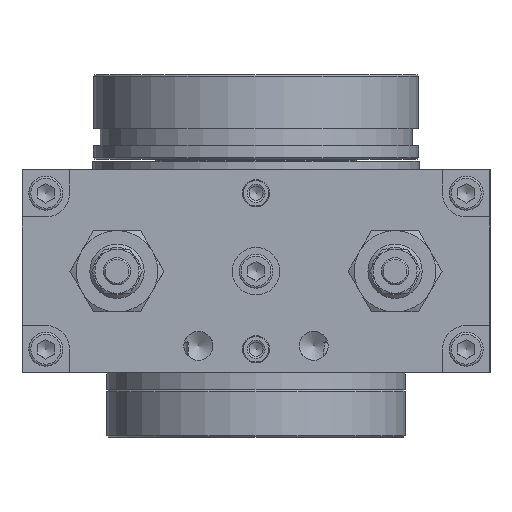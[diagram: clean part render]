
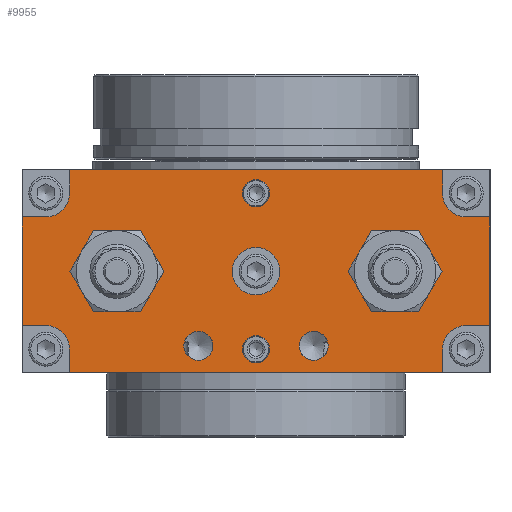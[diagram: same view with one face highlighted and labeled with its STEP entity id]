
A CAD part, front view. The second image highlights one B-rep face of the part: STEP entity #9955.
In plain terms, the highlighted face is planar.
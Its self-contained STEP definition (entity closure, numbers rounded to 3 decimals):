
#567=FACE_BOUND('',#1727,.T.);
#568=FACE_BOUND('',#1728,.T.);
#569=FACE_BOUND('',#1729,.T.);
#570=FACE_BOUND('',#1730,.T.);
#571=FACE_BOUND('',#1731,.T.);
#572=FACE_BOUND('',#1732,.T.);
#573=FACE_BOUND('',#1733,.T.);
#716=PLANE('',#10863);
#1149=FACE_OUTER_BOUND('',#1726,.T.);
#1726=EDGE_LOOP('',(#7455,#7456,#7457,#7458,#7459,#7460,#7461,#7462,#7463,
#7464,#7465,#7466,#7467,#7468,#7469,#7470));
#1727=EDGE_LOOP('',(#7471,#7472));
#1728=EDGE_LOOP('',(#7473,#7474));
#1729=EDGE_LOOP('',(#7475,#7476));
#1730=EDGE_LOOP('',(#7477,#7478));
#1731=EDGE_LOOP('',(#7479,#7480));
#1732=EDGE_LOOP('',(#7481,#7482));
#1733=EDGE_LOOP('',(#7483,#7484));
#2326=CIRCLE('',#10774,6.918);
#2327=CIRCLE('',#10775,6.918);
#2329=CIRCLE('',#10778,6.918);
#2330=CIRCLE('',#10779,6.918);
#2338=CIRCLE('',#10792,4.283);
#2339=CIRCLE('',#10793,4.283);
#2343=CIRCLE('',#10800,4.283);
#2344=CIRCLE('',#10801,4.283);
#2346=CIRCLE('',#10804,4.);
#2347=CIRCLE('',#10805,4.);
#2349=CIRCLE('',#10808,4.);
#2350=CIRCLE('',#10809,4.);
#2354=CIRCLE('',#10815,7.);
#2355=CIRCLE('',#10816,7.);
#2370=CIRCLE('',#10839,7.);
#2372=CIRCLE('',#10845,7.);
#2374=CIRCLE('',#10851,7.);
#2376=CIRCLE('',#10857,7.);
#2762=LINE('',#14686,#3609);
#2770=LINE('',#14705,#3617);
#2772=LINE('',#14711,#3619);
#2780=LINE('',#14730,#3627);
#2782=LINE('',#14736,#3629);
#2790=LINE('',#14755,#3637);
#2792=LINE('',#14761,#3639);
#2800=LINE('',#14780,#3647);
#2801=LINE('',#14782,#3648);
#2807=LINE('',#14792,#3654);
#2808=LINE('',#14794,#3655);
#2812=LINE('',#14800,#3659);
#3609=VECTOR('',#12070,10.);
#3617=VECTOR('',#12088,10.);
#3619=VECTOR('',#12092,10.);
#3627=VECTOR('',#12110,10.);
#3629=VECTOR('',#12114,10.);
#3637=VECTOR('',#12132,10.);
#3639=VECTOR('',#12136,10.);
#3647=VECTOR('',#12154,10.);
#3648=VECTOR('',#12157,10.);
#3654=VECTOR('',#12165,10.);
#3655=VECTOR('',#12168,10.);
#3659=VECTOR('',#12174,10.);
#4462=VERTEX_POINT('',#14468);
#4463=VERTEX_POINT('',#14470);
#4465=VERTEX_POINT('',#14476);
#4466=VERTEX_POINT('',#14478);
#4484=VERTEX_POINT('',#14595);
#4485=VERTEX_POINT('',#14597);
#4489=VERTEX_POINT('',#14611);
#4490=VERTEX_POINT('',#14613);
#4492=VERTEX_POINT('',#14619);
#4493=VERTEX_POINT('',#14621);
#4495=VERTEX_POINT('',#14627);
#4496=VERTEX_POINT('',#14629);
#4500=VERTEX_POINT('',#14640);
#4501=VERTEX_POINT('',#14642);
#4515=VERTEX_POINT('',#14682);
#4517=VERTEX_POINT('',#14685);
#4522=VERTEX_POINT('',#14699);
#4523=VERTEX_POINT('',#14703);
#4524=VERTEX_POINT('',#14707);
#4526=VERTEX_POINT('',#14710);
#4531=VERTEX_POINT('',#14724);
#4532=VERTEX_POINT('',#14728);
#4533=VERTEX_POINT('',#14732);
#4535=VERTEX_POINT('',#14735);
#4540=VERTEX_POINT('',#14749);
#4541=VERTEX_POINT('',#14753);
#4542=VERTEX_POINT('',#14757);
#4544=VERTEX_POINT('',#14760);
#4549=VERTEX_POINT('',#14774);
#4550=VERTEX_POINT('',#14778);
#5540=EDGE_CURVE('',#4463,#4462,#2326,.T.);
#5541=EDGE_CURVE('',#4462,#4463,#2327,.T.);
#5544=EDGE_CURVE('',#4466,#4465,#2329,.T.);
#5545=EDGE_CURVE('',#4465,#4466,#2330,.T.);
#5568=EDGE_CURVE('',#4485,#4484,#2338,.T.);
#5569=EDGE_CURVE('',#4484,#4485,#2339,.T.);
#5576=EDGE_CURVE('',#4490,#4489,#2343,.T.);
#5577=EDGE_CURVE('',#4489,#4490,#2344,.T.);
#5580=EDGE_CURVE('',#4493,#4492,#2346,.T.);
#5581=EDGE_CURVE('',#4492,#4493,#2347,.T.);
#5584=EDGE_CURVE('',#4496,#4495,#2349,.T.);
#5585=EDGE_CURVE('',#4495,#4496,#2350,.T.);
#5590=EDGE_CURVE('',#4501,#4500,#2354,.T.);
#5591=EDGE_CURVE('',#4500,#4501,#2355,.T.);
#5611=EDGE_CURVE('',#4517,#4515,#2762,.T.);
#5618=EDGE_CURVE('',#4522,#4517,#2370,.T.);
#5621=EDGE_CURVE('',#4523,#4522,#2770,.T.);
#5623=EDGE_CURVE('',#4526,#4524,#2772,.T.);
#5630=EDGE_CURVE('',#4531,#4526,#2372,.T.);
#5633=EDGE_CURVE('',#4532,#4531,#2780,.T.);
#5635=EDGE_CURVE('',#4535,#4533,#2782,.T.);
#5642=EDGE_CURVE('',#4540,#4535,#2374,.T.);
#5645=EDGE_CURVE('',#4541,#4540,#2790,.T.);
#5647=EDGE_CURVE('',#4544,#4542,#2792,.T.);
#5654=EDGE_CURVE('',#4549,#4544,#2376,.T.);
#5657=EDGE_CURVE('',#4550,#4549,#2800,.T.);
#5658=EDGE_CURVE('',#4533,#4532,#2801,.T.);
#5664=EDGE_CURVE('',#4515,#4541,#2807,.T.);
#5665=EDGE_CURVE('',#4542,#4523,#2808,.T.);
#5669=EDGE_CURVE('',#4524,#4550,#2812,.T.);
#7455=ORIENTED_EDGE('',*,*,#5611,.T.);
#7456=ORIENTED_EDGE('',*,*,#5664,.T.);
#7457=ORIENTED_EDGE('',*,*,#5645,.T.);
#7458=ORIENTED_EDGE('',*,*,#5642,.T.);
#7459=ORIENTED_EDGE('',*,*,#5635,.T.);
#7460=ORIENTED_EDGE('',*,*,#5658,.T.);
#7461=ORIENTED_EDGE('',*,*,#5633,.T.);
#7462=ORIENTED_EDGE('',*,*,#5630,.T.);
#7463=ORIENTED_EDGE('',*,*,#5623,.T.);
#7464=ORIENTED_EDGE('',*,*,#5669,.T.);
#7465=ORIENTED_EDGE('',*,*,#5657,.T.);
#7466=ORIENTED_EDGE('',*,*,#5654,.T.);
#7467=ORIENTED_EDGE('',*,*,#5647,.T.);
#7468=ORIENTED_EDGE('',*,*,#5665,.T.);
#7469=ORIENTED_EDGE('',*,*,#5621,.T.);
#7470=ORIENTED_EDGE('',*,*,#5618,.T.);
#7471=ORIENTED_EDGE('',*,*,#5540,.T.);
#7472=ORIENTED_EDGE('',*,*,#5541,.T.);
#7473=ORIENTED_EDGE('',*,*,#5544,.T.);
#7474=ORIENTED_EDGE('',*,*,#5545,.T.);
#7475=ORIENTED_EDGE('',*,*,#5568,.T.);
#7476=ORIENTED_EDGE('',*,*,#5569,.T.);
#7477=ORIENTED_EDGE('',*,*,#5576,.T.);
#7478=ORIENTED_EDGE('',*,*,#5577,.T.);
#7479=ORIENTED_EDGE('',*,*,#5580,.T.);
#7480=ORIENTED_EDGE('',*,*,#5581,.T.);
#7481=ORIENTED_EDGE('',*,*,#5584,.T.);
#7482=ORIENTED_EDGE('',*,*,#5585,.T.);
#7483=ORIENTED_EDGE('',*,*,#5590,.T.);
#7484=ORIENTED_EDGE('',*,*,#5591,.T.);
#9955=ADVANCED_FACE('',(#1149,#567,#568,#569,#570,#571,#572,#573),#716,
 .T.);
#10774=AXIS2_PLACEMENT_3D('',#14471,#11928,#11929);
#10775=AXIS2_PLACEMENT_3D('',#14472,#11930,#11931);
#10778=AXIS2_PLACEMENT_3D('',#14479,#11937,#11938);
#10779=AXIS2_PLACEMENT_3D('',#14480,#11939,#11940);
#10792=AXIS2_PLACEMENT_3D('',#14598,#11970,#11971);
#10793=AXIS2_PLACEMENT_3D('',#14599,#11972,#11973);
#10800=AXIS2_PLACEMENT_3D('',#14614,#11989,#11990);
#10801=AXIS2_PLACEMENT_3D('',#14615,#11991,#11992);
#10804=AXIS2_PLACEMENT_3D('',#14622,#11998,#11999);
#10805=AXIS2_PLACEMENT_3D('',#14623,#12000,#12001);
#10808=AXIS2_PLACEMENT_3D('',#14630,#12007,#12008);
#10809=AXIS2_PLACEMENT_3D('',#14631,#12009,#12010);
#10815=AXIS2_PLACEMENT_3D('',#14643,#12022,#12023);
#10816=AXIS2_PLACEMENT_3D('',#14644,#12024,#12025);
#10839=AXIS2_PLACEMENT_3D('',#14700,#12082,#12083);
#10845=AXIS2_PLACEMENT_3D('',#14725,#12104,#12105);
#10851=AXIS2_PLACEMENT_3D('',#14750,#12126,#12127);
#10857=AXIS2_PLACEMENT_3D('',#14775,#12148,#12149);
#10863=AXIS2_PLACEMENT_3D('',#14801,#12175,#12176);
#11928=DIRECTION('center_axis',(0.,0.,-1.));
#11929=DIRECTION('ref_axis',(1.,0.,0.));
#11930=DIRECTION('center_axis',(0.,0.,-1.));
#11931=DIRECTION('ref_axis',(1.,0.,0.));
#11937=DIRECTION('center_axis',(0.,0.,-1.));
#11938=DIRECTION('ref_axis',(1.,0.,0.));
#11939=DIRECTION('center_axis',(0.,0.,-1.));
#11940=DIRECTION('ref_axis',(1.,0.,0.));
#11970=DIRECTION('center_axis',(0.,0.,-1.));
#11971=DIRECTION('ref_axis',(1.,0.,0.));
#11972=DIRECTION('center_axis',(0.,0.,-1.));
#11973=DIRECTION('ref_axis',(1.,0.,0.));
#11989=DIRECTION('center_axis',(0.,0.,-1.));
#11990=DIRECTION('ref_axis',(1.,0.,0.));
#11991=DIRECTION('center_axis',(0.,0.,-1.));
#11992=DIRECTION('ref_axis',(1.,0.,0.));
#11998=DIRECTION('center_axis',(0.,0.,-1.));
#11999=DIRECTION('ref_axis',(1.,0.,0.));
#12000=DIRECTION('center_axis',(0.,0.,-1.));
#12001=DIRECTION('ref_axis',(1.,0.,0.));
#12007=DIRECTION('center_axis',(0.,0.,-1.));
#12008=DIRECTION('ref_axis',(1.,0.,0.));
#12009=DIRECTION('center_axis',(0.,0.,-1.));
#12010=DIRECTION('ref_axis',(1.,0.,0.));
#12022=DIRECTION('center_axis',(0.,0.,-1.));
#12023=DIRECTION('ref_axis',(1.,0.,0.));
#12024=DIRECTION('center_axis',(0.,0.,-1.));
#12025=DIRECTION('ref_axis',(1.,0.,0.));
#12070=DIRECTION('',(1.,0.,0.));
#12082=DIRECTION('center_axis',(0.,0.,-1.));
#12083=DIRECTION('ref_axis',(0.071,0.997,0.));
#12088=DIRECTION('',(0.,1.,0.));
#12092=DIRECTION('',(-1.,0.,0.));
#12104=DIRECTION('center_axis',(0.,0.,-1.));
#12105=DIRECTION('ref_axis',(-0.071,-0.997,0.));
#12110=DIRECTION('',(0.,-1.,0.));
#12114=DIRECTION('',(0.,1.,0.));
#12126=DIRECTION('center_axis',(0.,0.,-1.));
#12127=DIRECTION('ref_axis',(-1.,0.,0.));
#12132=DIRECTION('',(-1.,0.,0.));
#12136=DIRECTION('',(0.,-1.,0.));
#12148=DIRECTION('center_axis',(0.,0.,-1.));
#12149=DIRECTION('ref_axis',(1.,0.,0.));
#12154=DIRECTION('',(1.,0.,0.));
#12157=DIRECTION('',(-1.,0.,0.));
#12165=DIRECTION('',(0.,1.,0.));
#12168=DIRECTION('',(1.,0.,0.));
#12174=DIRECTION('',(0.,-1.,0.));
#12175=DIRECTION('center_axis',(0.,0.,1.));
#12176=DIRECTION('ref_axis',(1.,0.,0.));
#14468=CARTESIAN_POINT('',(-47.918,0.,23.));
#14470=CARTESIAN_POINT('',(-34.083,0.,23.));
#14471=CARTESIAN_POINT('Origin',(-41.,0.,23.));
#14472=CARTESIAN_POINT('Origin',(-41.,0.,23.));
#14476=CARTESIAN_POINT('',(34.083,0.,23.));
#14478=CARTESIAN_POINT('',(47.918,0.,23.));
#14479=CARTESIAN_POINT('Origin',(41.,0.,23.));
#14480=CARTESIAN_POINT('Origin',(41.,0.,23.));
#14595=CARTESIAN_POINT('',(-21.283,-22.,23.));
#14597=CARTESIAN_POINT('',(-12.717,-22.,23.));
#14598=CARTESIAN_POINT('Origin',(-17.,-22.,23.));
#14599=CARTESIAN_POINT('Origin',(-17.,-22.,23.));
#14611=CARTESIAN_POINT('',(12.717,-22.,23.));
#14613=CARTESIAN_POINT('',(21.283,-22.,23.));
#14614=CARTESIAN_POINT('Origin',(17.,-22.,23.));
#14615=CARTESIAN_POINT('Origin',(17.,-22.,23.));
#14619=CARTESIAN_POINT('',(-4.,23.,23.));
#14621=CARTESIAN_POINT('',(4.,23.,23.));
#14622=CARTESIAN_POINT('Origin',(0.,23.,23.));
#14623=CARTESIAN_POINT('Origin',(0.,23.,23.));
#14627=CARTESIAN_POINT('',(-4.,-23.,23.));
#14629=CARTESIAN_POINT('',(4.,-23.,23.));
#14630=CARTESIAN_POINT('Origin',(0.,-23.,23.));
#14631=CARTESIAN_POINT('Origin',(0.,-23.,23.));
#14640=CARTESIAN_POINT('',(-7.,0.,23.));
#14642=CARTESIAN_POINT('',(7.,0.,23.));
#14643=CARTESIAN_POINT('Origin',(0.,0.,23.));
#14644=CARTESIAN_POINT('Origin',(0.,0.,23.));
#14682=CARTESIAN_POINT('',(69.,-16.018,23.));
#14685=CARTESIAN_POINT('',(61.502,-16.018,23.));
#14686=CARTESIAN_POINT('',(30.751,-16.018,23.));
#14699=CARTESIAN_POINT('',(55.,-23.,23.));
#14700=CARTESIAN_POINT('Origin',(62.,-23.,23.));
#14703=CARTESIAN_POINT('',(55.,-30.,23.));
#14705=CARTESIAN_POINT('',(55.,-16.009,23.));
#14707=CARTESIAN_POINT('',(-69.,16.018,23.));
#14710=CARTESIAN_POINT('',(-61.502,16.018,23.));
#14711=CARTESIAN_POINT('',(-30.751,16.018,23.));
#14724=CARTESIAN_POINT('',(-55.,23.,23.));
#14725=CARTESIAN_POINT('Origin',(-62.,23.,23.));
#14728=CARTESIAN_POINT('',(-55.,30.,23.));
#14730=CARTESIAN_POINT('',(-55.,16.009,23.));
#14732=CARTESIAN_POINT('',(55.,30.,23.));
#14735=CARTESIAN_POINT('',(55.,23.,23.));
#14736=CARTESIAN_POINT('',(55.,11.5,23.));
#14749=CARTESIAN_POINT('',(61.502,16.018,23.));
#14750=CARTESIAN_POINT('Origin',(62.,23.,23.));
#14753=CARTESIAN_POINT('',(69.,16.018,23.));
#14755=CARTESIAN_POINT('',(35.454,16.018,23.));
#14757=CARTESIAN_POINT('',(-55.,-30.,23.));
#14760=CARTESIAN_POINT('',(-55.,-23.,23.));
#14761=CARTESIAN_POINT('',(-55.,-11.5,23.));
#14774=CARTESIAN_POINT('',(-61.502,-16.018,23.));
#14775=CARTESIAN_POINT('Origin',(-62.,-23.,23.));
#14778=CARTESIAN_POINT('',(-69.,-16.018,23.));
#14780=CARTESIAN_POINT('',(-35.454,-16.018,23.));
#14782=CARTESIAN_POINT('',(69.,30.,23.));
#14792=CARTESIAN_POINT('',(69.,-30.,23.));
#14794=CARTESIAN_POINT('',(-69.,-30.,23.));
#14800=CARTESIAN_POINT('',(-69.,30.,23.));
#14801=CARTESIAN_POINT('Origin',(0.,0.,23.));
